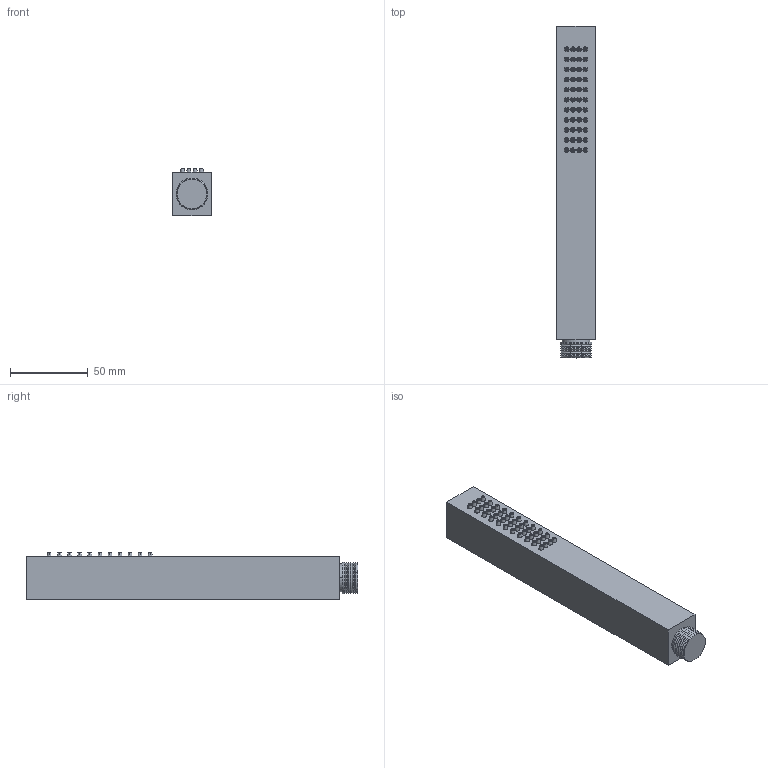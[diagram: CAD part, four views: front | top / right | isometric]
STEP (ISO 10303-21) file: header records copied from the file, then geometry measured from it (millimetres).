
FILE_DESCRIPTION((''),'2;1');
FILE_NAME('DC5048','2020-02-06T12:57:05',('carloff'),(''),'CREO PARAMETRIC BY PTC INC, 2018100','CREO PARAMETRIC BY PTC INC, 2018100','');
FILE_SCHEMA(('CONFIG_CONTROL_DESIGN'));
Length unit declared in the file: millimetre
Products named in the file (1): DC5048
Bounding box: 24.5 x 214 x 30.5 mm (x, y, z)
Volume: 142649 mm3; surface area: 24748.6 mm2
Topology: 1 solids, 1 shells, 302 faces, 604 edges, 394 vertices
Faces by surface type: cone 114, plane 96, cylinder 92
Entity records: 8044 total; most frequent: DIRECTION 1594, CARTESIAN_POINT 1300, ORIENTED_EDGE 1208, AXIS2_PLACEMENT_3D 688, EDGE_CURVE 604, VERTEX_POINT 394, EDGE_LOOP 392, CIRCLE 386
